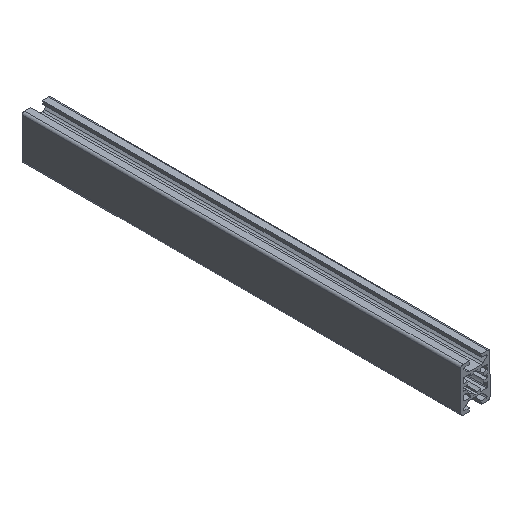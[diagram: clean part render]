
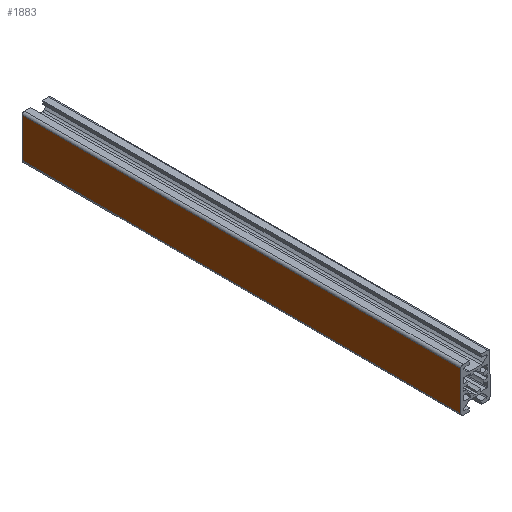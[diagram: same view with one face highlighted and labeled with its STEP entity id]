
A CAD part, isometric view. The second image highlights one B-rep face of the part: STEP entity #1883.
In plain terms, the highlighted face is planar.
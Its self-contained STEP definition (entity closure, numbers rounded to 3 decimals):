
#1 = LINE ( 'NONE', #19, #395 ) ;
#19 = CARTESIAN_POINT ( 'NONE',  ( 10., -13.4, -300. ) ) ;
#22 = DIRECTION ( 'NONE',  ( 0., 1., 0. ) ) ;
#129 = AXIS2_PLACEMENT_3D ( 'NONE', #753, #754, #755 ) ;
#340 = VECTOR ( 'NONE', #2470, 1000. ) ;
#395 = VECTOR ( 'NONE', #22, 1000. ) ;
#425 = VECTOR ( 'NONE', #2553, 1000. ) ;
#428 = VECTOR ( 'NONE', #2595, 1000. ) ;
#696 = CARTESIAN_POINT ( 'NONE',  ( 10., -13.4, -300. ) ) ;
#704 = CARTESIAN_POINT ( 'NONE',  ( 10., -13.4, 0. ) ) ;
#706 = CARTESIAN_POINT ( 'NONE',  ( 10., 13.4, -300. ) ) ;
#721 = CARTESIAN_POINT ( 'NONE',  ( 10., 13.4, 0. ) ) ;
#750 = FACE_OUTER_BOUND ( 'NONE', #1070, .T. ) ;
#752 = PLANE ( 'NONE',  #129 ) ;
#753 = CARTESIAN_POINT ( 'NONE',  ( 10., -13.4, -300. ) ) ;
#754 = DIRECTION ( 'NONE',  ( 1., 0., 0. ) ) ;
#755 = DIRECTION ( 'NONE',  ( 0., 1., 0. ) ) ;
#1070 = EDGE_LOOP ( 'NONE', ( #1469, #1463, #1460, #1153 ) ) ;
#1153 = ORIENTED_EDGE ( 'NONE', *, *, #2154, .T. ) ;
#1260 = VERTEX_POINT ( 'NONE', #706 ) ;
#1271 = VERTEX_POINT ( 'NONE', #704 ) ;
#1274 = VERTEX_POINT ( 'NONE', #696 ) ;
#1284 = VERTEX_POINT ( 'NONE', #721 ) ;
#1460 = ORIENTED_EDGE ( 'NONE', *, *, #2126, .T. ) ;
#1463 = ORIENTED_EDGE ( 'NONE', *, *, #2164, .F. ) ;
#1469 = ORIENTED_EDGE ( 'NONE', *, *, #2109, .F. ) ;
#1883 = ADVANCED_FACE ( 'PLANAR_10', ( #750 ), #752, .T. ) ;
#2109 = EDGE_CURVE ( 'NONE', #1271, #1284, #2452, .T. ) ;
#2126 = EDGE_CURVE ( 'NONE', #1274, #1260, #1, .T. ) ;
#2154 = EDGE_CURVE ( 'NONE', #1260, #1284, #2556, .T. ) ;
#2164 = EDGE_CURVE ( 'NONE', #1274, #1271, #2582, .T. ) ;
#2450 = CARTESIAN_POINT ( 'NONE',  ( 10., -13.4, 0. ) ) ;
#2452 = LINE ( 'NONE', #2450, #340 ) ;
#2470 = DIRECTION ( 'NONE',  ( 0., 1., 0. ) ) ;
#2553 = DIRECTION ( 'NONE',  ( 0., 0., 1. ) ) ;
#2555 = CARTESIAN_POINT ( 'NONE',  ( 10., 13.4, -300. ) ) ;
#2556 = LINE ( 'NONE', #2555, #425 ) ;
#2582 = LINE ( 'NONE', #2583, #428 ) ;
#2583 = CARTESIAN_POINT ( 'NONE',  ( 10., -13.4, -300. ) ) ;
#2595 = DIRECTION ( 'NONE',  ( 0., 0., 1. ) ) ;
